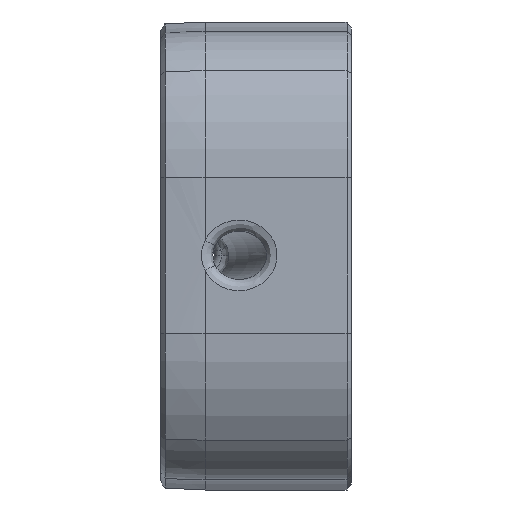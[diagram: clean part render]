
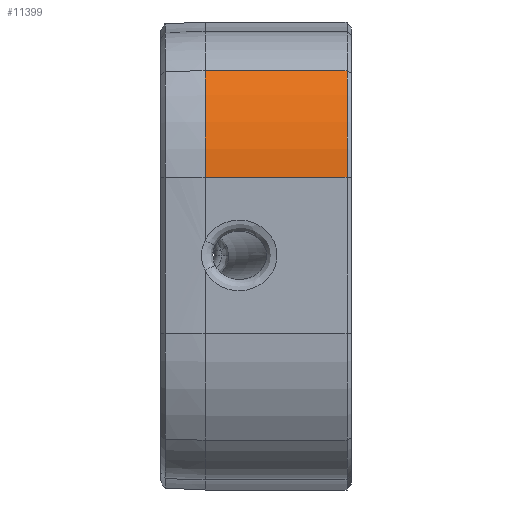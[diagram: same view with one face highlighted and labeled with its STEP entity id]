
A CAD part, top view. The second image highlights one B-rep face of the part: STEP entity #11399.
In plain terms, the highlighted cylindrical face has radius 17 mm (diameter 34 mm), a partial arc.
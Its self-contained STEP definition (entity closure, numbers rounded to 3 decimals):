
#310=CYLINDRICAL_SURFACE('',#12485,17.);
#992=FACE_OUTER_BOUND('',#1666,.T.);
#1666=EDGE_LOOP('',(#9704,#9705,#9706,#9707));
#2462=LINE('',#24735,#3237);
#2530=LINE('',#25258,#3305);
#3237=VECTOR('',#14836,1000.);
#3305=VECTOR('',#15042,1000.);
#3927=CIRCLE('',#12486,17.);
#3928=CIRCLE('',#12487,17.);
#5328=VERTEX_POINT('',#24588);
#5333=VERTEX_POINT('',#24733);
#5427=VERTEX_POINT('',#25256);
#5428=VERTEX_POINT('',#25257);
#6829=EDGE_CURVE('',#5328,#5333,#2462,.T.);
#6957=EDGE_CURVE('',#5427,#5428,#2530,.T.);
#6960=EDGE_CURVE('',#5333,#5428,#3927,.T.);
#6961=EDGE_CURVE('',#5427,#5328,#3928,.T.);
#9704=ORIENTED_EDGE('',*,*,#6829,.T.);
#9705=ORIENTED_EDGE('',*,*,#6960,.T.);
#9706=ORIENTED_EDGE('',*,*,#6957,.F.);
#9707=ORIENTED_EDGE('',*,*,#6961,.T.);
#11399=ADVANCED_FACE('',(#992),#310,.T.);
#12485=AXIS2_PLACEMENT_3D('',#25261,#15047,#15048);
#12486=AXIS2_PLACEMENT_3D('',#25262,#15049,#15050);
#12487=AXIS2_PLACEMENT_3D('',#25263,#15051,#15052);
#14836=DIRECTION('',(1.,0.,0.));
#15042=DIRECTION('',(1.,0.,0.));
#15047=DIRECTION('center_axis',(1.,0.,0.));
#15048=DIRECTION('ref_axis',(0.,1.,0.));
#15049=DIRECTION('center_axis',(-1.,0.,0.));
#15050=DIRECTION('ref_axis',(0.,0.,
1.));
#15051=DIRECTION('center_axis',(1.,0.,0.));
#15052=DIRECTION('ref_axis',(0.,-1.,0.));
#24588=CARTESIAN_POINT('',(0.178,6.958,74.65));
#24733=CARTESIAN_POINT('',(12.85,6.958,74.65));
#24735=CARTESIAN_POINT('',(-20.04,6.958,74.65));
#25256=CARTESIAN_POINT('',(0.178,16.481,71.732));
#25257=CARTESIAN_POINT('',(12.85,16.481,71.732));
#25258=CARTESIAN_POINT('',(-20.04,16.481,71.732));
#25261=CARTESIAN_POINT('Origin',(-20.04,6.958,57.65));
#25262=CARTESIAN_POINT('Origin',(12.85,6.958,57.65));
#25263=CARTESIAN_POINT('Origin',(0.178,6.958,57.65));
